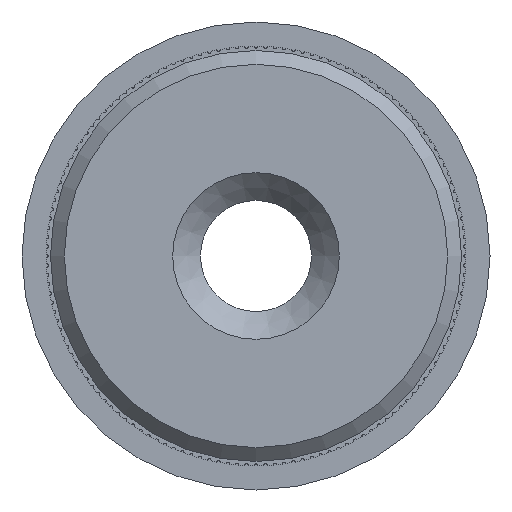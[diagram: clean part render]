
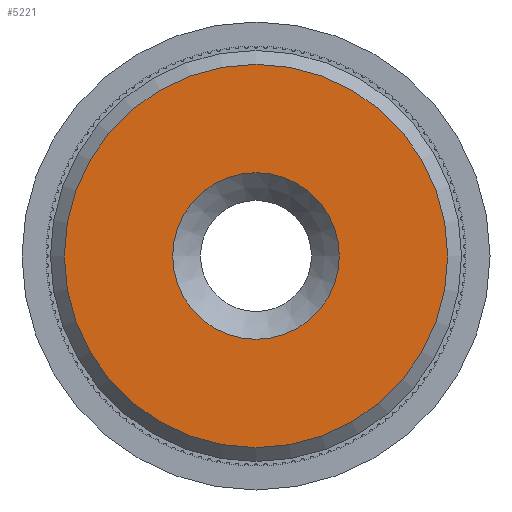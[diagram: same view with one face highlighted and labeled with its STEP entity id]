
A CAD part, front view. The second image highlights one B-rep face of the part: STEP entity #5221.
In plain terms, the highlighted planar face has unit normal (0, -1, 0).
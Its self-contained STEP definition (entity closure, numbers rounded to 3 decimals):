
#16=FACE_BOUND('',#605,.T.);
#21=PLANE('',#5541);
#311=FACE_OUTER_BOUND('',#604,.T.);
#604=EDGE_LOOP('',(#3499));
#605=EDGE_LOOP('',(#3500));
#1476=CIRCLE('',#5536,6.);
#1480=CIRCLE('',#5542,13.8);
#2051=VERTEX_POINT('',#8431);
#2055=VERTEX_POINT('',#8443);
#2626=EDGE_CURVE('',#2051,#2051,#1476,.T.);
#2632=EDGE_CURVE('',#2055,#2055,#1480,.T.);
#3499=ORIENTED_EDGE('',*,*,#2632,.F.);
#3500=ORIENTED_EDGE('',*,*,#2626,.F.);
#5221=ADVANCED_FACE('',(#311,#16),#21,.F.);
#5536=AXIS2_PLACEMENT_3D('',#8432,#6407,#6408);
#5541=AXIS2_PLACEMENT_3D('',#8442,#6419,#6420);
#5542=AXIS2_PLACEMENT_3D('',#8444,#6421,#6422);
#6407=DIRECTION('center_axis',(0.,-1.,0.));
#6408=DIRECTION('ref_axis',(-1.,0.,0.));
#6419=DIRECTION('center_axis',(0.,1.,0.));
#6420=DIRECTION('ref_axis',(0.,0.,1.));
#6421=DIRECTION('center_axis',(0.,1.,0.));
#6422=DIRECTION('ref_axis',(1.,0.,0.));
#8431=CARTESIAN_POINT('',(6.,0.,0.));
#8432=CARTESIAN_POINT('Origin',(0.,0.,0.));
#8442=CARTESIAN_POINT('Origin',(0.,0.,0.));
#8443=CARTESIAN_POINT('',(-13.8,0.,0.));
#8444=CARTESIAN_POINT('Origin',(0.,0.,0.));
